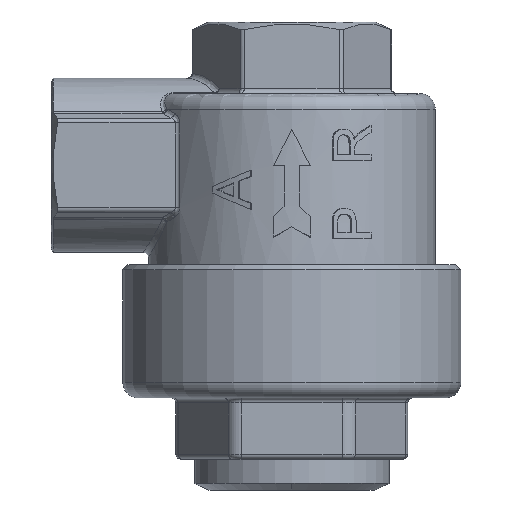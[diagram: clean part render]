
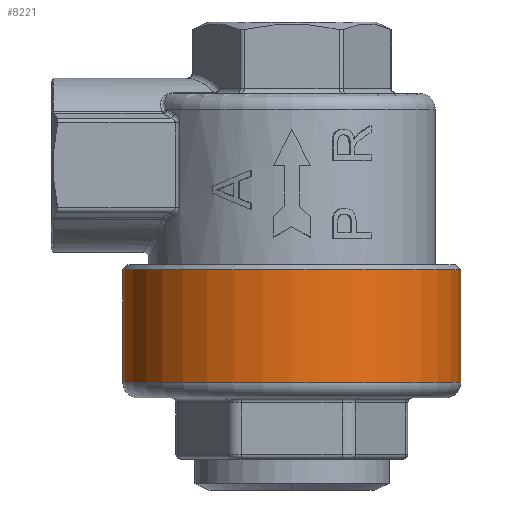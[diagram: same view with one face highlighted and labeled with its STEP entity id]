
A CAD part, front view. The second image highlights one B-rep face of the part: STEP entity #8221.
In plain terms, the highlighted cylindrical face has radius 16.5 mm (diameter 33 mm), a partial arc.
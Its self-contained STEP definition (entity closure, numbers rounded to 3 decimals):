
#1338 = DIRECTION ( 'NONE',  ( 1., 0., 0. ) ) ;
#1634 = ORIENTED_EDGE ( 'NONE', *, *, #4377, .T. ) ;
#1730 = CARTESIAN_POINT ( 'NONE',  ( 16.5, 0., -15.7 ) ) ;
#2321 = DIRECTION ( 'NONE',  ( 0., 0., 1. ) ) ;
#2462 = DIRECTION ( 'NONE',  ( -1., 0., 0. ) ) ;
#2539 = FACE_OUTER_BOUND ( 'NONE', #12243, .T. ) ;
#2884 = VERTEX_POINT ( 'NONE', #3131 ) ;
#3006 = CIRCLE ( 'NONE', #14049, 16.5 ) ;
#3078 = ORIENTED_EDGE ( 'NONE', *, *, #7125, .T. ) ;
#3131 = CARTESIAN_POINT ( 'NONE',  ( -16.5, 0., -28.2 ) ) ;
#3176 = AXIS2_PLACEMENT_3D ( 'NONE', #9663, #13187, #1338 ) ;
#3206 = ORIENTED_EDGE ( 'NONE', *, *, #7043, .T. ) ;
#4377 = EDGE_CURVE ( 'Defeature completata2_9+Defeature completata2_23+Defeature completata2_23+Defeature completata2_23', #2884, #12050, #3006, .T. ) ;
#4722 = LINE ( 'NONE', #6187, #9558 ) ;
#4797 = DIRECTION ( 'NONE',  ( 0., 0., 1. ) ) ;
#5126 = VECTOR ( 'NONE', #14723, 1000. ) ;
#5460 = VERTEX_POINT ( 'NONE', #11055 ) ;
#6187 = CARTESIAN_POINT ( 'NONE',  ( -16.5, 0., -15.7 ) ) ;
#6615 = CIRCLE ( 'NONE', #3176, 16.5 ) ;
#6827 = VERTEX_POINT ( 'NONE', #12386 ) ;
#7043 = EDGE_CURVE ( 'Defeature completata2_9+Defeature completata2_48+Defeature completata2_48+Defeature completata2_48', #5460, #6827, #6615, .T. ) ;
#7125 = EDGE_CURVE ( 'NONE', #12050, #5460, #9892, .T. ) ;
#7246 = CARTESIAN_POINT ( 'NONE',  ( 0., 0., -15.7 ) ) ;
#7369 = EDGE_CURVE ( 'NONE', #2884, #6827, #4722, .T. ) ;
#8221 = ADVANCED_FACE ( 'Defeature completata2_9', ( #2539 ), #14154, .T. ) ;
#8444 = DIRECTION ( 'NONE',  ( 0., 0., 1. ) ) ;
#8823 = ORIENTED_EDGE ( 'NONE', *, *, #7369, .F. ) ;
#9558 = VECTOR ( 'NONE', #4797, 1000. ) ;
#9587 = CARTESIAN_POINT ( 'NONE',  ( 0., 0., -28.2 ) ) ;
#9663 = CARTESIAN_POINT ( 'NONE',  ( 0., 0., -17.2 ) ) ;
#9892 = LINE ( 'NONE', #1730, #5126 ) ;
#11055 = CARTESIAN_POINT ( 'NONE',  ( 16.5, 0., -17.2 ) ) ;
#12050 = VERTEX_POINT ( 'NONE', #13931 ) ;
#12243 = EDGE_LOOP ( 'NONE', ( #1634, #3078, #3206, #8823 ) ) ;
#12386 = CARTESIAN_POINT ( 'NONE',  ( -16.5, 0., -17.2 ) ) ;
#12795 = AXIS2_PLACEMENT_3D ( 'NONE', #7246, #2321, #2462 ) ;
#13187 = DIRECTION ( 'NONE',  ( 0., 0., -1. ) ) ;
#13931 = CARTESIAN_POINT ( 'NONE',  ( 16.5, 0., -28.2 ) ) ;
#14049 = AXIS2_PLACEMENT_3D ( 'NONE', #9587, #8444, #14115 ) ;
#14115 = DIRECTION ( 'NONE',  ( 1., 0., 0. ) ) ;
#14154 = CYLINDRICAL_SURFACE ( 'NONE', #12795, 16.5 ) ;
#14723 = DIRECTION ( 'NONE',  ( 0., 0., 1. ) ) ;
